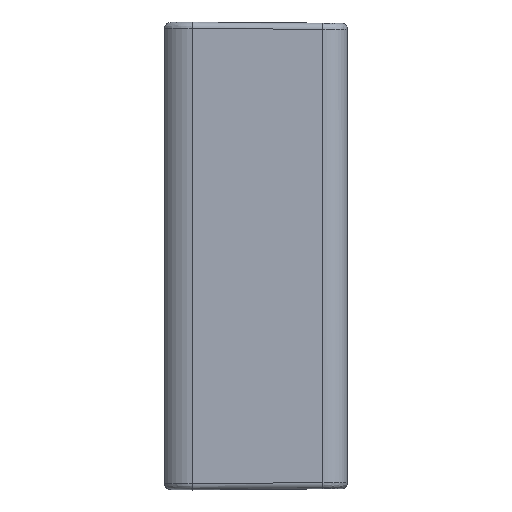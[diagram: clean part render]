
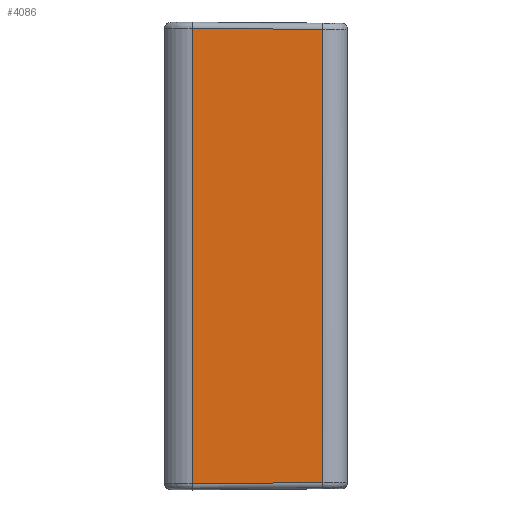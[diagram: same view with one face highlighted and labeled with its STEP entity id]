
A CAD part, left-side view. The second image highlights one B-rep face of the part: STEP entity #4086.
In plain terms, the highlighted planar face has unit normal (-1, -0.009, 0).
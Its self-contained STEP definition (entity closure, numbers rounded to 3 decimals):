
#170=PLANE('',#4451);
#392=FACE_OUTER_BOUND('',#632,.T.);
#632=EDGE_LOOP('',(#3361,#3362,#3363,#3364));
#1000=LINE('',#7601,#1419);
#1003=LINE('',#7611,#1422);
#1006=LINE('',#7647,#1425);
#1007=LINE('',#7649,#1426);
#1419=VECTOR('',#5338,10.);
#1422=VECTOR('',#5349,10.);
#1425=VECTOR('',#5358,10.);
#1426=VECTOR('',#5361,10.);
#2018=VERTEX_POINT('',#7589);
#2020=VERTEX_POINT('',#7599);
#2022=VERTEX_POINT('',#7606);
#2023=VERTEX_POINT('',#7609);
#2510=EDGE_CURVE('',#2020,#2018,#1000,.T.);
#2515=EDGE_CURVE('',#2023,#2022,#1003,.T.);
#2519=EDGE_CURVE('',#2018,#2023,#1006,.T.);
#2520=EDGE_CURVE('',#2022,#2020,#1007,.T.);
#3361=ORIENTED_EDGE('',*,*,#2510,.F.);
#3362=ORIENTED_EDGE('',*,*,#2520,.F.);
#3363=ORIENTED_EDGE('',*,*,#2515,.F.);
#3364=ORIENTED_EDGE('',*,*,#2519,.F.);
#4086=ADVANCED_FACE('',(#392),#170,.T.);
#4451=AXIS2_PLACEMENT_3D('',#7648,#5359,#5360);
#5338=DIRECTION('',(0.009,-1.,-0.009));
#5349=DIRECTION('',(-0.009,1.,-0.009));
#5358=DIRECTION('',(0.,0.,-1.));
#5359=DIRECTION('center_axis',(-1.,-0.009,
0.));
#5360=DIRECTION('ref_axis',(0.009,-1.,0.));
#5361=DIRECTION('',(0.,0.,1.));
#7589=CARTESIAN_POINT('',(-35.817,-23.321,36.513));
#7599=CARTESIAN_POINT('',(-36.,-2.3,36.695));
#7601=CARTESIAN_POINT('',(-35.977,-4.954,36.672));
#7606=CARTESIAN_POINT('',(-36.,-2.3,-36.695));
#7609=CARTESIAN_POINT('',(-35.817,-23.321,-36.513));
#7611=CARTESIAN_POINT('',(-35.974,-5.258,-36.669));
#7647=CARTESIAN_POINT('',(-35.817,-23.321,35.15));
#7648=CARTESIAN_POINT('Origin',(-36.042,2.5,35.15));
#7649=CARTESIAN_POINT('',(-36.,-2.3,17.575));
